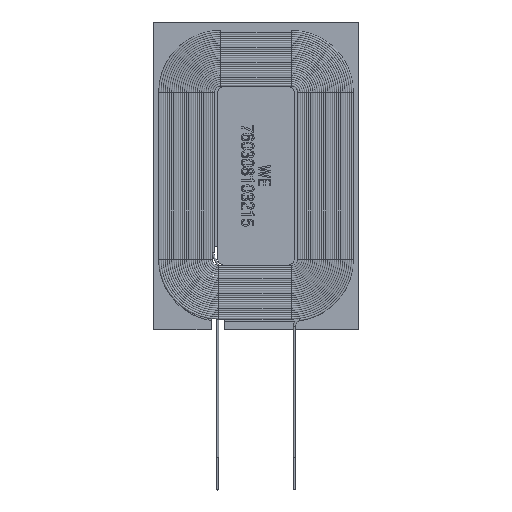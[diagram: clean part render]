
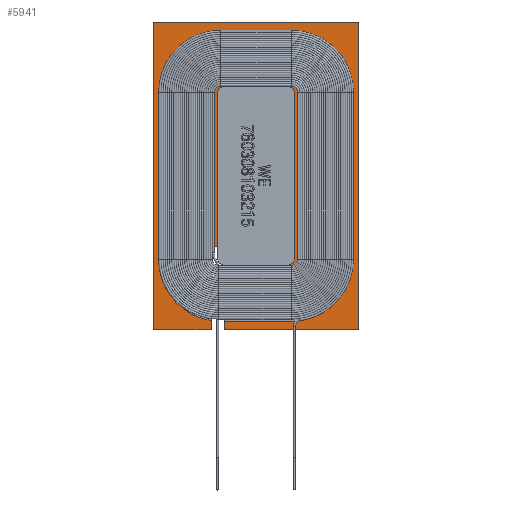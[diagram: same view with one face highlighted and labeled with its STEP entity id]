
A CAD part, top view. The second image highlights one B-rep face of the part: STEP entity #5941.
In plain terms, the highlighted planar face has unit normal (0, 0, 1).
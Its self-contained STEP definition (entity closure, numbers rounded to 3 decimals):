
#428=PLANE('',#8237);
#744=LINE('',#14322,#1073);
#749=LINE('',#14336,#1078);
#750=LINE('',#14338,#1079);
#751=LINE('',#14340,#1080);
#752=LINE('',#14342,#1081);
#753=LINE('',#14344,#1082);
#754=LINE('',#14346,#1083);
#1073=VECTOR('',#9828,1000.);
#1078=VECTOR('',#9841,1000.);
#1079=VECTOR('',#9844,1000.);
#1080=VECTOR('',#9845,1000.);
#1081=VECTOR('',#9846,1000.);
#1082=VECTOR('',#9847,1000.);
#1083=VECTOR('',#9848,1000.);
#2495=ORIENTED_EDGE('',*,*,#3232,.F.);
#2496=ORIENTED_EDGE('',*,*,#3235,.F.);
#2497=ORIENTED_EDGE('',*,*,#3236,.F.);
#2498=ORIENTED_EDGE('',*,*,#3237,.F.);
#2499=ORIENTED_EDGE('',*,*,#3238,.F.);
#2500=ORIENTED_EDGE('',*,*,#3239,.F.);
#2501=ORIENTED_EDGE('',*,*,#3240,.F.);
#2502=ORIENTED_EDGE('',*,*,#3228,.F.);
#3228=EDGE_CURVE('',#3793,#3794,#744,.T.);
#3232=EDGE_CURVE('',#3796,#3793,#4069,.T.);
#3235=EDGE_CURVE('',#3798,#3796,#749,.T.);
#3236=EDGE_CURVE('',#3799,#3798,#750,.T.);
#3237=EDGE_CURVE('',#3800,#3799,#751,.T.);
#3238=EDGE_CURVE('',#3801,#3800,#752,.T.);
#3239=EDGE_CURVE('',#3802,#3801,#753,.T.);
#3240=EDGE_CURVE('',#3794,#3802,#754,.T.);
#3793=VERTEX_POINT('',#14321);
#3794=VERTEX_POINT('',#14323);
#3796=VERTEX_POINT('',#14329);
#3798=VERTEX_POINT('',#14335);
#3799=VERTEX_POINT('',#14339);
#3800=VERTEX_POINT('',#14341);
#3801=VERTEX_POINT('',#14343);
#3802=VERTEX_POINT('',#14345);
#4069=CIRCLE('',#8235,1.);
#4729=EDGE_LOOP('',(#2495,#2496,#2497,#2498,#2499,#2500,#2501,#2502));
#5395=FACE_BOUND('',#4729,.T.);
#5941=ADVANCED_FACE('',(#5395),#428,.F.);
#8235=AXIS2_PLACEMENT_3D('',#14330,#9835,#9836);
#8237=AXIS2_PLACEMENT_3D('',#14337,#9842,#9843);
#9828=DIRECTION('',(1.,0.,0.));
#9835=DIRECTION('',(0.,0.,1.));
#9836=DIRECTION('',(1.,0.,0.));
#9841=DIRECTION('',(-1.,0.,0.));
#9842=DIRECTION('',(0.,0.,-1.));
#9843=DIRECTION('',(-1.,0.,0.));
#9844=DIRECTION('',(0.,-1.,0.));
#9845=DIRECTION('',(1.,0.,0.));
#9846=DIRECTION('',(0.,1.,0.));
#9847=DIRECTION('',(-1.,0.,0.));
#9848=DIRECTION('',(0.,-1.,0.));
#14321=CARTESIAN_POINT('',(12.,-6.99,0.));
#14322=CARTESIAN_POINT('',(12.,-6.99,0.));
#14323=CARTESIAN_POINT('',(24.,-6.99,0.));
#14329=CARTESIAN_POINT('',(12.,-4.99,0.));
#14330=CARTESIAN_POINT('',(12.,-5.99,0.));
#14335=CARTESIAN_POINT('',(24.,-4.99,0.));
#14336=CARTESIAN_POINT('',(24.,-4.99,0.));
#14337=CARTESIAN_POINT('',(0.,0.,0.));
#14338=CARTESIAN_POINT('',(24.,16.,0.));
#14339=CARTESIAN_POINT('',(24.,16.,0.));
#14340=CARTESIAN_POINT('',(-24.,16.,0.));
#14341=CARTESIAN_POINT('',(-24.,16.,0.));
#14342=CARTESIAN_POINT('',(-24.,-16.,0.));
#14343=CARTESIAN_POINT('',(-24.,-16.,0.));
#14344=CARTESIAN_POINT('',(24.,-16.,0.));
#14345=CARTESIAN_POINT('',(24.,-16.,0.));
#14346=CARTESIAN_POINT('',(24.,16.,0.));
